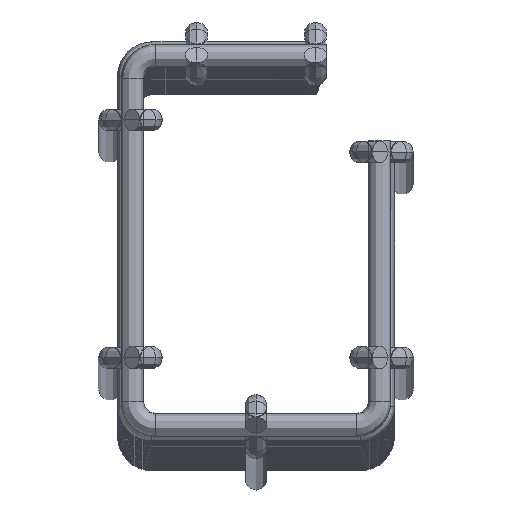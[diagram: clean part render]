
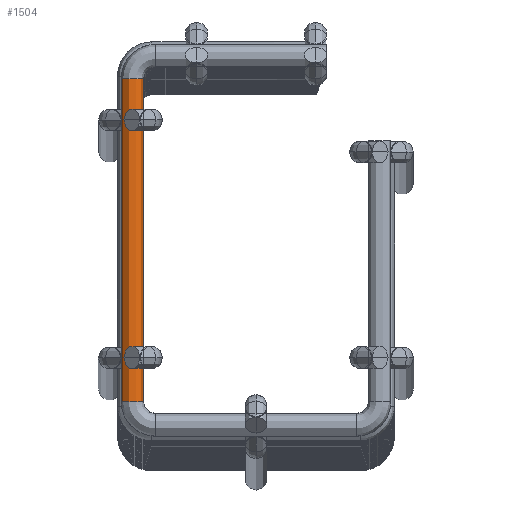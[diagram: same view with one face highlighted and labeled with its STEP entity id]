
A CAD part, top view. The second image highlights one B-rep face of the part: STEP entity #1504.
In plain terms, the highlighted cylindrical face has radius 1.9 mm (diameter 3.8 mm), a partial arc.
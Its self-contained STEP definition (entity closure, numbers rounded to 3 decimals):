
#1286=CARTESIAN_POINT('',(-20.8,58.2,0.));
#1287=DIRECTION('',(0.,-1.,0.));
#1288=DIRECTION('',(1.,0.,0.));
#1289=AXIS2_PLACEMENT_3D('',#1286,#1287,#1288);
#1291=DIRECTION('',(0.,-1.,0.));
#1292=VECTOR('',#1291,54.3);
#1293=CARTESIAN_POINT('',(-18.9,58.2,0.));
#1294=LINE('',#1293,#1292);
#1300=DIRECTION('',(0.,-1.,0.));
#1301=VECTOR('',#1300,54.3);
#1302=CARTESIAN_POINT('',(-22.7,58.2,0.));
#1303=LINE('',#1302,#1301);
#1314=CARTESIAN_POINT('',(-20.8,3.9,0.));
#1315=DIRECTION('',(0.,-1.,0.));
#1316=DIRECTION('',(1.,0.,0.));
#1317=AXIS2_PLACEMENT_3D('',#1314,#1315,#1316);
#1398=CARTESIAN_POINT('',(-18.9,58.2,0.));
#1399=CARTESIAN_POINT('',(-22.7,58.2,0.));
#1400=VERTEX_POINT('',#1398);
#1401=VERTEX_POINT('',#1399);
#1402=CARTESIAN_POINT('',(-18.9,3.9,0.));
#1403=CARTESIAN_POINT('',(-22.7,3.9,0.));
#1404=VERTEX_POINT('',#1402);
#1405=VERTEX_POINT('',#1403);
#1490=CARTESIAN_POINT('',(-20.8,58.2,0.));
#1491=DIRECTION('',(0.,-1.,0.));
#1492=DIRECTION('',(1.,0.,0.));
#1493=AXIS2_PLACEMENT_3D('',#1490,#1491,#1492);
#1494=CYLINDRICAL_SURFACE('',#1493,1.9);
#1495=ORIENTED_EDGE('',*,*,#1484,.F.);
#1497=ORIENTED_EDGE('',*,*,#1496,.T.);
#1499=ORIENTED_EDGE('',*,*,#1498,.T.);
#1501=ORIENTED_EDGE('',*,*,#1500,.F.);
#1502=EDGE_LOOP('',(#1495,#1497,#1499,#1501));
#1503=FACE_OUTER_BOUND('',#1502,.F.);
#1504=ADVANCED_FACE('',(#1503),#1494,.T.);
#1290=CIRCLE('',#1289,1.9);
#1318=CIRCLE('',#1317,1.9);
#1484=EDGE_CURVE('',#1400,#1401,#1290,.T.);
#1496=EDGE_CURVE('',#1400,#1404,#1294,.T.);
#1498=EDGE_CURVE('',#1404,#1405,#1318,.T.);
#1500=EDGE_CURVE('',#1401,#1405,#1303,.T.);
